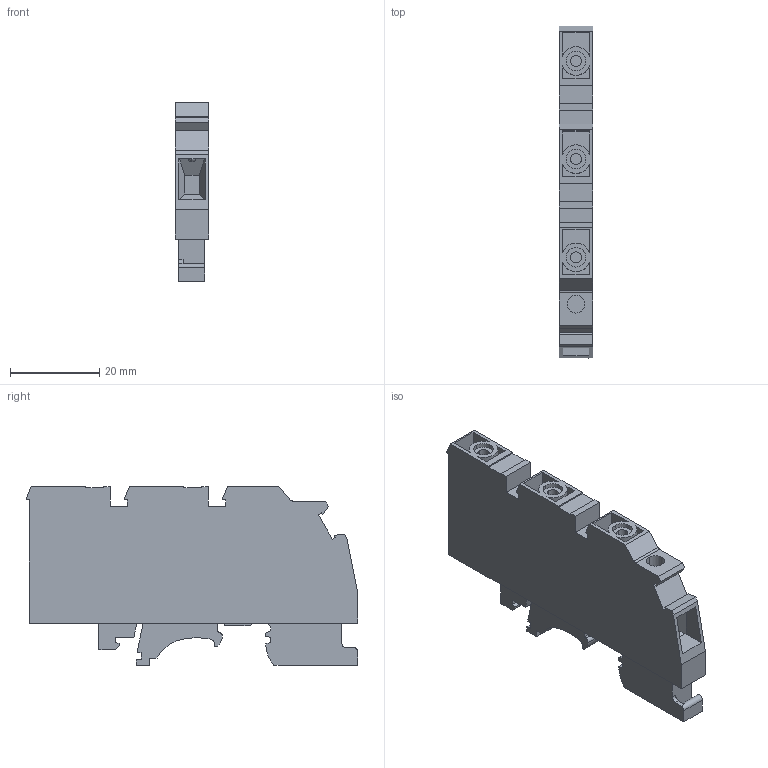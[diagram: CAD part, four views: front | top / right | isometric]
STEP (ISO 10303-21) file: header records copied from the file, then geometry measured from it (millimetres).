
FILE_DESCRIPTION(('Creo Elements/Direct Modeling STEP Export'),'2;1');
FILE_NAME('model.stp','2020-04-28T 1:12:05',(''),(''),'Creo Elements/Direct Modeling STEP processor for AP214 (Solid Model)','Creo Elements/Direct Modeling 20.1A 29-Sep-2018 (C) Parametric Technology GmbH','');
FILE_SCHEMA(('AUTOMOTIVE_DESIGN { 1 0 10303 214 1 1 1 1 }'));
Length unit declared in the file: millimetre
Products named in the file (2): UPCV3K_F-select
Assembly tree (1 placements, depth 2):
  UPCV3K_F-select
    UPCV3K_F-select
Bounding box: 7.62 x 74.35 x 40.1 mm (x, y, z)
Volume: 15854 mm3; surface area: 9283.1 mm2
Topology: 1 solids, 1 shells, 170 faces, 450 edges, 298 vertices
Faces by surface type: plane 135, cylinder 33, sphere 2
Entity records: 6468 total; most frequent: ORIENTED_EDGE 896, CARTESIAN_POINT 889, DIRECTION 806, EDGE_CURVE 448, VECTOR 376, LINE 376, VERTEX_POINT 298, AXIS2_PLACEMENT_3D 215
